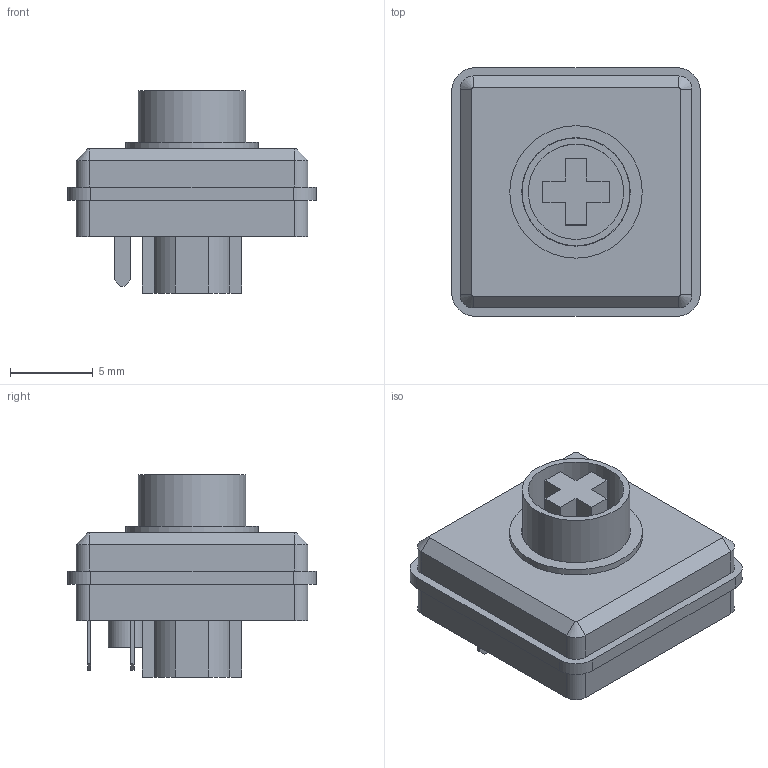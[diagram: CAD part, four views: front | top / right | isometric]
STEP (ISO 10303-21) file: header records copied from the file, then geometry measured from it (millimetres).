
FILE_DESCRIPTION(('FreeCAD Model'),'2;1');
FILE_NAME('Open CASCADE Shape Model','2023-04-28T22:19:46',(''),(''), 'Open CASCADE STEP processor 7.6','FreeCAD','Unknown');
FILE_SCHEMA(('AUTOMOTIVE_DESIGN { 1 0 10303 214 1 1 1 1 }'));
Length unit declared in the file: millimetre
Products named in the file (1): Low Detail
Bounding box: 15 x 15 x 12.2 mm (x, y, z)
Volume: 1197.1 mm3; surface area: 1016.7 mm2
Topology: 1 solids, 1 shells, 90 faces, 228 edges, 150 vertices
Faces by surface type: plane 65, cylinder 21, cone 4
Full cylindrical faces by diameter (mm): 5.75 x1, 6.5 x1, 6.55 x1, 8 x1
Entity records: 5750 total; most frequent: CARTESIAN_POINT 1069, DIRECTION 890, LINE 592, VECTOR 592, ORIENTED_EDGE 456, PCURVE 456, DEFINITIONAL_REPRESENTATION 456, EDGE_CURVE 228
